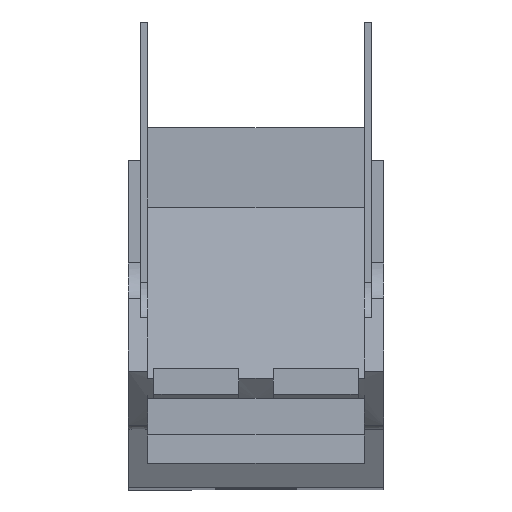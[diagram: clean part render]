
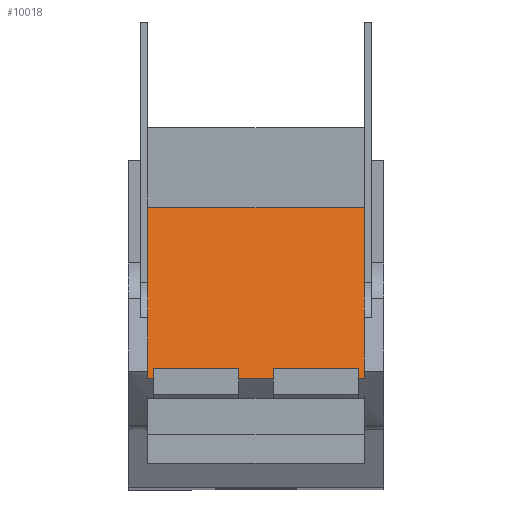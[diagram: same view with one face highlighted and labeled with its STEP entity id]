
A CAD part, top view. The second image highlights one B-rep face of the part: STEP entity #10018.
In plain terms, the highlighted planar face has unit normal (0, 0.873, 0.489).
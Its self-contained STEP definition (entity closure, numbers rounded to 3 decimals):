
#9939=AXIS2_PLACEMENT_3D('Plane Axis2P3D',#9936,#9937,#9938) ;
#6608=CARTESIAN_POINT('Vertex',(11.55,13.678,88.424)) ;
#6612=CARTESIAN_POINT('Control Point',(11.55,11.373,92.54)) ;
#6613=CARTESIAN_POINT('Control Point',(11.55,13.678,88.424)) ;
#6614=CARTESIAN_POINT('Vertex',(11.55,11.373,92.54)) ;
#6617=CARTESIAN_POINT('Line Origine',(11.55,10.045,94.912)) ;
#6621=CARTESIAN_POINT('Vertex',(11.55,8.716,97.285)) ;
#6625=CARTESIAN_POINT('Control Point',(11.55,5.411,103.186)) ;
#6626=CARTESIAN_POINT('Control Point',(11.55,6.072,102.006)) ;
#6627=CARTESIAN_POINT('Control Point',(11.55,6.733,100.826)) ;
#6628=CARTESIAN_POINT('Control Point',(11.55,7.394,99.645)) ;
#6629=CARTESIAN_POINT('Control Point',(11.55,8.055,98.465)) ;
#6630=CARTESIAN_POINT('Control Point',(11.55,8.716,97.285)) ;
#6631=CARTESIAN_POINT('Vertex',(11.55,5.411,103.186)) ;
#6635=CARTESIAN_POINT('Control Point',(11.55,5.297,103.39)) ;
#6636=CARTESIAN_POINT('Control Point',(11.55,5.32,103.349)) ;
#6637=CARTESIAN_POINT('Control Point',(11.55,5.343,103.308)) ;
#6638=CARTESIAN_POINT('Control Point',(11.55,5.365,103.268)) ;
#6639=CARTESIAN_POINT('Control Point',(11.55,5.388,103.227)) ;
#6640=CARTESIAN_POINT('Control Point',(11.55,5.411,103.186)) ;
#6641=CARTESIAN_POINT('Vertex',(11.55,5.297,103.39)) ;
#6821=CARTESIAN_POINT('Line Origine',(10.437,5.297,103.39)) ;
#6825=CARTESIAN_POINT('Vertex',(11.25,5.297,103.39)) ;
#6858=CARTESIAN_POINT('Control Point',(11.25,5.297,103.39)) ;
#6859=CARTESIAN_POINT('Control Point',(11.25,5.452,103.113)) ;
#6860=CARTESIAN_POINT('Control Point',(11.25,5.607,102.836)) ;
#6861=CARTESIAN_POINT('Control Point',(11.25,5.762,102.56)) ;
#6862=CARTESIAN_POINT('Vertex',(11.25,5.762,102.56)) ;
#7132=CARTESIAN_POINT('Vertex',(0.95,5.289,103.404)) ;
#7135=CARTESIAN_POINT('Line Origine',(0.95,5.35,103.295)) ;
#7139=CARTESIAN_POINT('Vertex',(0.95,5.411,103.186)) ;
#7142=CARTESIAN_POINT('Line Origine',(0.95,7.063,100.235)) ;
#7146=CARTESIAN_POINT('Vertex',(0.95,8.716,97.285)) ;
#7149=CARTESIAN_POINT('Line Origine',(0.95,10.045,94.912)) ;
#7153=CARTESIAN_POINT('Vertex',(0.95,11.373,92.54)) ;
#7157=CARTESIAN_POINT('Control Point',(0.95,11.373,92.54)) ;
#7158=CARTESIAN_POINT('Control Point',(0.95,13.639,88.494)) ;
#7159=CARTESIAN_POINT('Vertex',(0.95,13.639,88.494)) ;
#7162=CARTESIAN_POINT('Line Origine',(0.95,13.659,88.459)) ;
#7166=CARTESIAN_POINT('Vertex',(0.95,13.678,88.424)) ;
#7579=CARTESIAN_POINT('Line Origine',(11.86,5.289,103.404)) ;
#7583=CARTESIAN_POINT('Vertex',(1.25,5.289,103.404)) ;
#9923=CARTESIAN_POINT('Line Origine',(6.25,13.678,88.424)) ;
#9936=CARTESIAN_POINT('Axis2P3D Location',(14.817,9.434,96.003)) ;
#9941=CARTESIAN_POINT('Line Origine',(10.002,5.762,102.56)) ;
#9945=CARTESIAN_POINT('Vertex',(8.753,5.762,102.56)) ;
#9948=CARTESIAN_POINT('Line Origine',(1.25,5.525,102.982)) ;
#9952=CARTESIAN_POINT('Vertex',(1.25,5.762,102.56)) ;
#9955=CARTESIAN_POINT('Line Origine',(2.502,5.762,102.56)) ;
#9959=CARTESIAN_POINT('Vertex',(3.753,5.762,102.56)) ;
#9962=CARTESIAN_POINT('Line Origine',(4.577,5.762,102.56)) ;
#9966=CARTESIAN_POINT('Vertex',(5.4,5.762,102.56)) ;
#9969=CARTESIAN_POINT('Line Origine',(5.4,5.525,102.982)) ;
#9973=CARTESIAN_POINT('Vertex',(5.4,5.289,103.404)) ;
#9976=CARTESIAN_POINT('Line Origine',(6.25,5.289,103.404)) ;
#9980=CARTESIAN_POINT('Vertex',(7.1,5.289,103.404)) ;
#9983=CARTESIAN_POINT('Line Origine',(7.1,5.525,102.982)) ;
#9987=CARTESIAN_POINT('Vertex',(7.1,5.762,102.56)) ;
#9990=CARTESIAN_POINT('Line Origine',(7.927,5.762,102.56)) ;
#6618=DIRECTION('Vector Direction',(0.,-0.489,0.872)) ;
#6822=DIRECTION('Vector Direction',(-1.,0.,0.)) ;
#7136=DIRECTION('Vector Direction',(0.,0.489,-0.872)) ;
#7143=DIRECTION('Vector Direction',(0.,0.489,-0.872)) ;
#7150=DIRECTION('Vector Direction',(0.,0.489,-0.872)) ;
#7163=DIRECTION('Vector Direction',(0.,0.489,-0.872)) ;
#7580=DIRECTION('Vector Direction',(-1.,0.,0.)) ;
#9924=DIRECTION('Vector Direction',(-1.,0.,0.)) ;
#9937=DIRECTION('Axis2P3D Direction',(0.,-0.872,-0.489)) ;
#9938=DIRECTION('Axis2P3D XDirection',(-1.,0.,0.)) ;
#9942=DIRECTION('Vector Direction',(1.,0.,0.)) ;
#9949=DIRECTION('Vector Direction',(0.,-0.489,0.872)) ;
#9956=DIRECTION('Vector Direction',(-1.,0.,0.)) ;
#9963=DIRECTION('Vector Direction',(-1.,0.,0.)) ;
#9970=DIRECTION('Vector Direction',(0.,0.489,-0.872)) ;
#9977=DIRECTION('Vector Direction',(1.,0.,0.)) ;
#9984=DIRECTION('Vector Direction',(0.,-0.489,0.872)) ;
#9991=DIRECTION('Vector Direction',(-1.,0.,0.)) ;
#6619=VECTOR('Line Direction',#6618,1.) ;
#6823=VECTOR('Line Direction',#6822,1.) ;
#7137=VECTOR('Line Direction',#7136,1.) ;
#7144=VECTOR('Line Direction',#7143,1.) ;
#7151=VECTOR('Line Direction',#7150,1.) ;
#7164=VECTOR('Line Direction',#7163,1.) ;
#7581=VECTOR('Line Direction',#7580,1.) ;
#9925=VECTOR('Line Direction',#9924,1.) ;
#9943=VECTOR('Line Direction',#9942,1.) ;
#9950=VECTOR('Line Direction',#9949,1.) ;
#9957=VECTOR('Line Direction',#9956,1.) ;
#9964=VECTOR('Line Direction',#9963,1.) ;
#9971=VECTOR('Line Direction',#9970,1.) ;
#9978=VECTOR('Line Direction',#9977,1.) ;
#9985=VECTOR('Line Direction',#9984,1.) ;
#9992=VECTOR('Line Direction',#9991,1.) ;
#9996=ORIENTED_EDGE('',*,*,#9947,.T.) ;
#9997=ORIENTED_EDGE('',*,*,#6864,.T.) ;
#9998=ORIENTED_EDGE('',*,*,#6827,.F.) ;
#9999=ORIENTED_EDGE('',*,*,#6643,.F.) ;
#10000=ORIENTED_EDGE('',*,*,#6633,.F.) ;
#10001=ORIENTED_EDGE('',*,*,#6623,.F.) ;
#10002=ORIENTED_EDGE('',*,*,#6616,.T.) ;
#10003=ORIENTED_EDGE('',*,*,#9927,.F.) ;
#10004=ORIENTED_EDGE('',*,*,#7168,.F.) ;
#10005=ORIENTED_EDGE('',*,*,#7161,.T.) ;
#10006=ORIENTED_EDGE('',*,*,#7155,.F.) ;
#10007=ORIENTED_EDGE('',*,*,#7148,.F.) ;
#10008=ORIENTED_EDGE('',*,*,#7141,.T.) ;
#10009=ORIENTED_EDGE('',*,*,#7585,.T.) ;
#10010=ORIENTED_EDGE('',*,*,#9954,.T.) ;
#10011=ORIENTED_EDGE('',*,*,#9961,.F.) ;
#10012=ORIENTED_EDGE('',*,*,#9968,.F.) ;
#10013=ORIENTED_EDGE('',*,*,#9975,.F.) ;
#10014=ORIENTED_EDGE('',*,*,#9982,.T.) ;
#10015=ORIENTED_EDGE('',*,*,#9989,.F.) ;
#10016=ORIENTED_EDGE('',*,*,#9994,.T.) ;
#10018=ADVANCED_FACE('SIDE',(#10017),#9940,.F.) ;
#6611=B_SPLINE_CURVE_WITH_KNOTS('',1,(#6612,#6613),.UNSPECIFIED.,.F.,.U.,(2,2),(0.,4.717),.UNSPECIFIED.) ;
#6624=B_SPLINE_CURVE_WITH_KNOTS('',5,(#6625,#6626,#6627,#6628,#6629,#6630),.UNSPECIFIED.,.F.,.U.,(6,6),(0.233,6.997),.UNSPECIFIED.) ;
#6634=B_SPLINE_CURVE_WITH_KNOTS('',5,(#6635,#6636,#6637,#6638,#6639,#6640),.UNSPECIFIED.,.F.,.U.,(6,6),(0.,0.233),.UNSPECIFIED.) ;
#6857=B_SPLINE_CURVE_WITH_KNOTS('',3,(#6858,#6859,#6860,#6861),.UNSPECIFIED.,.F.,.U.,(4,4),(0.017,0.968),.UNSPECIFIED.) ;
#7156=B_SPLINE_CURVE_WITH_KNOTS('',1,(#7157,#7158),.UNSPECIFIED.,.F.,.U.,(2,2),(0.,4.637),.UNSPECIFIED.) ;
#6616=EDGE_CURVE('',#6615,#6609,#6611,.T.) ;
#6623=EDGE_CURVE('',#6615,#6622,#6620,.T.) ;
#6633=EDGE_CURVE('',#6622,#6632,#6624,.F.) ;
#6643=EDGE_CURVE('',#6632,#6642,#6634,.F.) ;
#6827=EDGE_CURVE('',#6642,#6826,#6824,.T.) ;
#6864=EDGE_CURVE('',#6863,#6826,#6857,.F.) ;
#7141=EDGE_CURVE('',#7140,#7133,#7138,.F.) ;
#7148=EDGE_CURVE('',#7140,#7147,#7145,.T.) ;
#7155=EDGE_CURVE('',#7147,#7154,#7152,.T.) ;
#7161=EDGE_CURVE('',#7160,#7154,#7156,.F.) ;
#7168=EDGE_CURVE('',#7160,#7167,#7165,.T.) ;
#7585=EDGE_CURVE('',#7133,#7584,#7582,.F.) ;
#9927=EDGE_CURVE('',#7167,#6609,#9926,.F.) ;
#9947=EDGE_CURVE('',#9946,#6863,#9944,.T.) ;
#9954=EDGE_CURVE('',#7584,#9953,#9951,.F.) ;
#9961=EDGE_CURVE('',#9960,#9953,#9958,.T.) ;
#9968=EDGE_CURVE('',#9967,#9960,#9965,.T.) ;
#9975=EDGE_CURVE('',#9974,#9967,#9972,.T.) ;
#9982=EDGE_CURVE('',#9974,#9981,#9979,.T.) ;
#9989=EDGE_CURVE('',#9988,#9981,#9986,.T.) ;
#9994=EDGE_CURVE('',#9988,#9946,#9993,.F.) ;
#9995=EDGE_LOOP('',(#9996,#9997,#9998,#9999,#10000,#10001,#10002,#10003,#10004,#10005,#10006,#10007,#10008,#10009,#10010,#10011,#10012,#10013,#10014,#10015,#10016)) ;
#10017=FACE_OUTER_BOUND('',#9995,.T.) ;
#6620=LINE('Line',#6617,#6619) ;
#6824=LINE('Line',#6821,#6823) ;
#7138=LINE('Line',#7135,#7137) ;
#7145=LINE('Line',#7142,#7144) ;
#7152=LINE('Line',#7149,#7151) ;
#7165=LINE('Line',#7162,#7164) ;
#7582=LINE('Line',#7579,#7581) ;
#9926=LINE('Line',#9923,#9925) ;
#9944=LINE('Line',#9941,#9943) ;
#9951=LINE('Line',#9948,#9950) ;
#9958=LINE('Line',#9955,#9957) ;
#9965=LINE('Line',#9962,#9964) ;
#9972=LINE('Line',#9969,#9971) ;
#9979=LINE('Line',#9976,#9978) ;
#9986=LINE('Line',#9983,#9985) ;
#9993=LINE('Line',#9990,#9992) ;
#9940=PLANE('',#9939) ;
#6609=VERTEX_POINT('',#6608) ;
#6615=VERTEX_POINT('',#6614) ;
#6622=VERTEX_POINT('',#6621) ;
#6632=VERTEX_POINT('',#6631) ;
#6642=VERTEX_POINT('',#6641) ;
#6826=VERTEX_POINT('',#6825) ;
#6863=VERTEX_POINT('',#6862) ;
#7133=VERTEX_POINT('',#7132) ;
#7140=VERTEX_POINT('',#7139) ;
#7147=VERTEX_POINT('',#7146) ;
#7154=VERTEX_POINT('',#7153) ;
#7160=VERTEX_POINT('',#7159) ;
#7167=VERTEX_POINT('',#7166) ;
#7584=VERTEX_POINT('',#7583) ;
#9946=VERTEX_POINT('',#9945) ;
#9953=VERTEX_POINT('',#9952) ;
#9960=VERTEX_POINT('',#9959) ;
#9967=VERTEX_POINT('',#9966) ;
#9974=VERTEX_POINT('',#9973) ;
#9981=VERTEX_POINT('',#9980) ;
#9988=VERTEX_POINT('',#9987) ;
